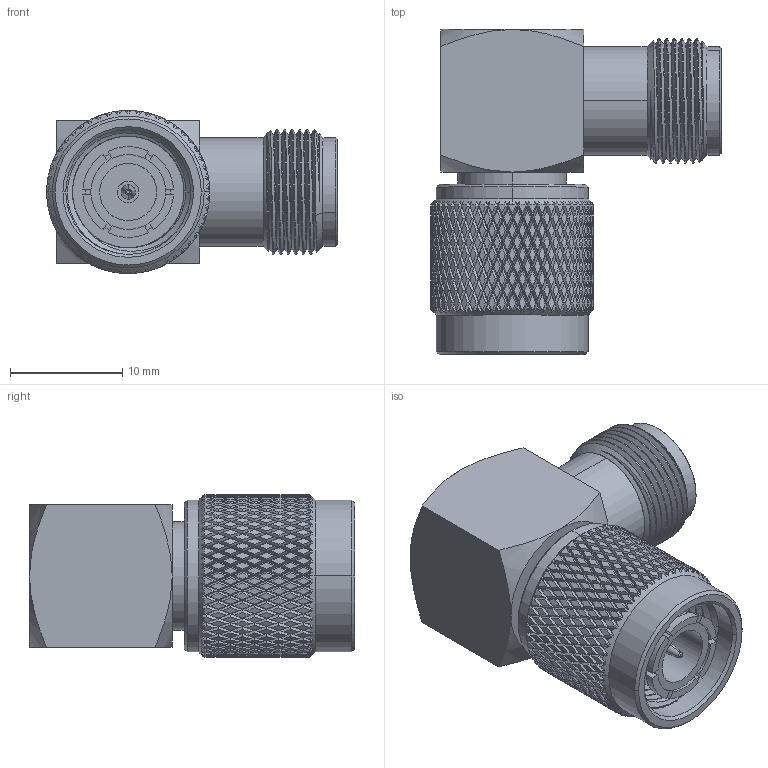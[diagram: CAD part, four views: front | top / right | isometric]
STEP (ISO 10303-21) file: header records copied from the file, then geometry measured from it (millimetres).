
FILE_DESCRIPTION (( 'STEP AP203' ), '1' );
FILE_NAME ('SM8723.step', '2018-10-26T16:55:38', ( '' ), ( '' ), 'SwSTEP 2.0', 'SolidWorks 2017', '' );
FILE_SCHEMA (( 'CONFIG_CONTROL_DESIGN' ));
Products named in the file (1): SM8723
Bounding box: 25.85 x 28.92 x 14.5 mm (x, y, z)
Volume: 4579.3 mm3; surface area: 3539.9 mm2
Topology: 1 solids, 1 shells, 2700 faces, 5743 edges, 3058 vertices
Faces by surface type: bspline 2008, cylinder 578, plane 68, cone 46
Entity records: 104423 total; most frequent: CARTESIAN_POINT 69173, ORIENTED_EDGE 11486, EDGE_CURVE 5743, VERTEX_POINT 3058, EDGE_LOOP 2713, ADVANCED_FACE 2700, FACE_OUTER_BOUND 2700, B_SPLINE_CURVE_WITH_KNOTS 2306
